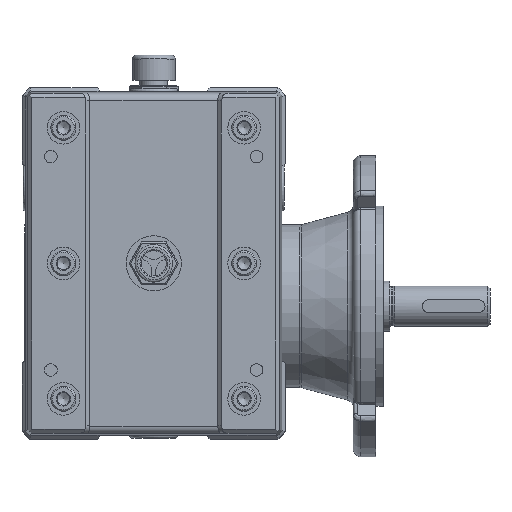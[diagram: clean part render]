
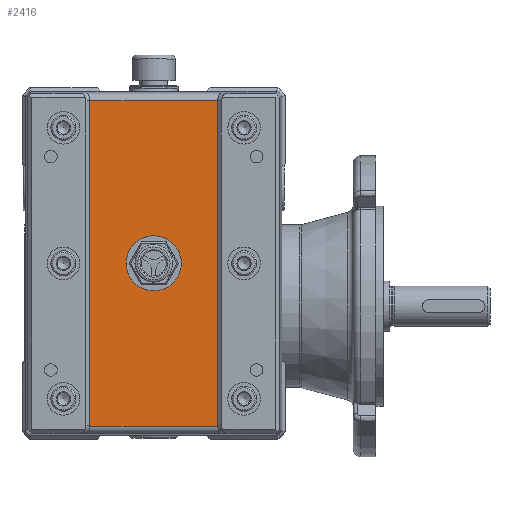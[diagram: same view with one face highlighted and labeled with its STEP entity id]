
A CAD part, top view. The second image highlights one B-rep face of the part: STEP entity #2416.
In plain terms, the highlighted planar face has unit normal (0, 0, 1).
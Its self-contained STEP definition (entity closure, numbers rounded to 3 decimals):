
#2416 = ADVANCED_FACE( '', ( #5247, #5248 ), #5249, .T. );
#5247 = FACE_OUTER_BOUND( '', #10047, .T. );
#5248 = FACE_BOUND( '', #10048, .T. );
#5249 = PLANE( '', #10049 );
#10047 = EDGE_LOOP( '', ( #16400, #16401, #16402, #16403, #16404, #16405, #16406, #16407 ) );
#10048 = EDGE_LOOP( '', ( #16408 ) );
#10049 = AXIS2_PLACEMENT_3D( '', #16409, #16410, #16411 );
#16400 = ORIENTED_EDGE( '', *, *, #18604, .T. );
#16401 = ORIENTED_EDGE( '', *, *, #17101, .F. );
#16402 = ORIENTED_EDGE( '', *, *, #18670, .F. );
#16403 = ORIENTED_EDGE( '', *, *, #18363, .F. );
#16404 = ORIENTED_EDGE( '', *, *, #18678, .T. );
#16405 = ORIENTED_EDGE( '', *, *, #17706, .F. );
#16406 = ORIENTED_EDGE( '', *, *, #18470, .T. );
#16407 = ORIENTED_EDGE( '', *, *, #18598, .F. );
#16408 = ORIENTED_EDGE( '', *, *, #18744, .F. );
#16409 = CARTESIAN_POINT( '', ( 37.989, -149.408, 100. ) );
#16410 = DIRECTION( '', ( 0., 0., 1. ) );
#16411 = DIRECTION( '', ( 1., 0., 0. ) );
#17101 = EDGE_CURVE( '', #19868, #19870, #19871, .T. );
#17706 = EDGE_CURVE( '', #20799, #20801, #20802, .T. );
#18363 = EDGE_CURVE( '', #21699, #21701, #21702, .T. );
#18470 = EDGE_CURVE( '', #20799, #21840, #21842, .T. );
#18598 = EDGE_CURVE( '', #21990, #21840, #21992, .T. );
#18604 = EDGE_CURVE( '', #21990, #19870, #22000, .T. );
#18670 = EDGE_CURVE( '', #21701, #19868, #22077, .T. );
#18678 = EDGE_CURVE( '', #21699, #20801, #22085, .T. );
#18744 = EDGE_CURVE( '', #22156, #22156, #22157, .T. );
#19868 = VERTEX_POINT( '', #26147 );
#19870 = VERTEX_POINT( '', #26150 );
#19871 = ELLIPSE( '', #26151, 4.246, 3. );
#20799 = VERTEX_POINT( '', #29811 );
#20801 = VERTEX_POINT( '', #29814 );
#20802 = ELLIPSE( '', #29815, 4.246, 3. );
#21699 = VERTEX_POINT( '', #34399 );
#21701 = VERTEX_POINT( '', #34401 );
#21702 = ELLIPSE( '', #34402, 4.246, 3. );
#21840 = VERTEX_POINT( '', #35059 );
#21842 = LINE( '', #35062, #35063 );
#21990 = VERTEX_POINT( '', #35334 );
#21992 = ELLIPSE( '', #35336, 4.246, 3. );
#22000 = LINE( '', #35344, #35345 );
#22077 = LINE( '', #35564, #35565 );
#22085 = LINE( '', #35575, #35576 );
#22156 = VERTEX_POINT( '', #35709 );
#22157 = CIRCLE( '', #35710, 11. );
#26147 = CARTESIAN_POINT( '', ( 9.844, -117.42, 100. ) );
#26150 = CARTESIAN_POINT( '', ( 9.843, -117.374, 100. ) );
#26151 = AXIS2_PLACEMENT_3D( '', #36566, #36567, #36568 );
#29811 = CARTESIAN_POINT( '', ( 60.844, -247.01, 100. ) );
#29814 = CARTESIAN_POINT( '', ( 60.844, -247.056, 100. ) );
#29815 = AXIS2_PLACEMENT_3D( '', #37223, #37224, #37225 );
#34399 = CARTESIAN_POINT( '', ( 9.843, -247.056, 100. ) );
#34401 = CARTESIAN_POINT( '', ( 9.844, -247.01, 100. ) );
#34402 = AXIS2_PLACEMENT_3D( '', #37849, #37850, #37851 );
#35059 = CARTESIAN_POINT( '', ( 60.844, -117.42, 100. ) );
#35062 = CARTESIAN_POINT( '', ( 60.844, -167.184, 100. ) );
#35063 = VECTOR( '', #37951, 1000. );
#35334 = CARTESIAN_POINT( '', ( 60.844, -117.374, 100. ) );
#35336 = AXIS2_PLACEMENT_3D( '', #38056, #38057, #38058 );
#35344 = CARTESIAN_POINT( '', ( 79.11, -117.374, 100. ) );
#35345 = VECTOR( '', #38068, 1000. );
#35564 = CARTESIAN_POINT( '', ( 9.844, -167.184, 100. ) );
#35565 = VECTOR( '', #38113, 1000. );
#35575 = CARTESIAN_POINT( '', ( 79.11, -247.056, 100. ) );
#35576 = VECTOR( '', #38116, 1000. );
#35709 = CARTESIAN_POINT( '', ( 46.344, -182.215, 100. ) );
#35710 = AXIS2_PLACEMENT_3D( '', #38147, #38148, #38149 );
#36566 = CARTESIAN_POINT( '', ( 5.601, -117.532, 100. ) );
#36567 = DIRECTION( '', ( 0., 0., 1. ) );
#36568 = DIRECTION( '', ( 0.999, 0.052, 0. ) );
#37223 = CARTESIAN_POINT( '', ( 65.086, -246.899, 100. ) );
#37224 = DIRECTION( '', ( 0., 0., 1. ) );
#37225 = DIRECTION( '', ( 0.999, 0.052, 0. ) );
#37849 = CARTESIAN_POINT( '', ( 5.601, -246.899, 100. ) );
#37850 = DIRECTION( '', ( 0., 0., 1. ) );
#37851 = DIRECTION( '', ( 0.999, -0.052, 0. ) );
#37951 = DIRECTION( '', ( 0., 1., 0. ) );
#38056 = CARTESIAN_POINT( '', ( 65.086, -117.532, 100. ) );
#38057 = DIRECTION( '', ( 0., 0., 1. ) );
#38058 = DIRECTION( '', ( 0.999, -0.052, 0. ) );
#38068 = DIRECTION( '', ( -1., 0., 0. ) );
#38113 = DIRECTION( '', ( 0., 1., 0. ) );
#38116 = DIRECTION( '', ( 1., 0., 0. ) );
#38147 = CARTESIAN_POINT( '', ( 35.344, -182.215, 100. ) );
#38148 = DIRECTION( '', ( 0., 0., 1. ) );
#38149 = DIRECTION( '', ( 1., 0., 0. ) );
